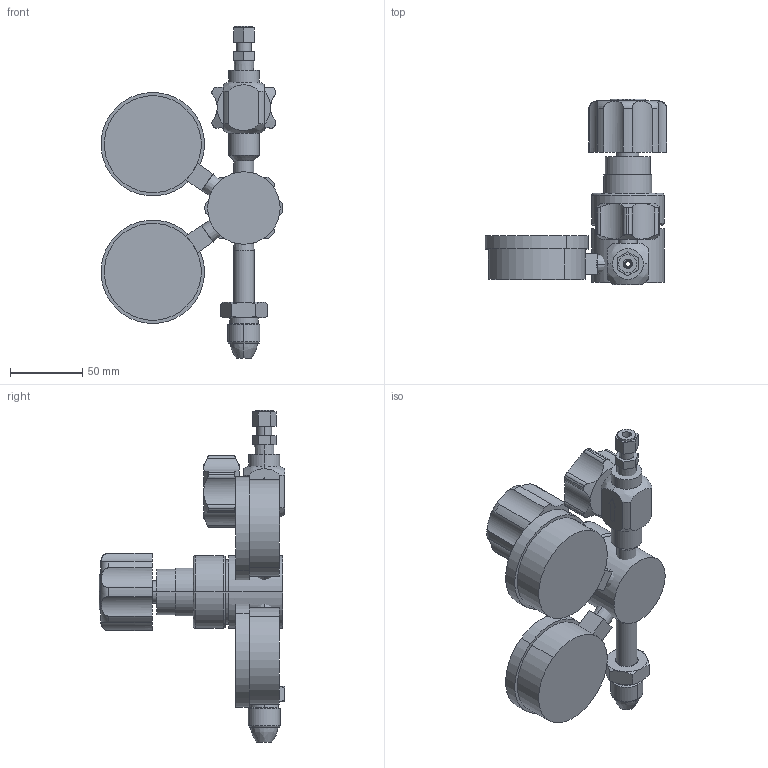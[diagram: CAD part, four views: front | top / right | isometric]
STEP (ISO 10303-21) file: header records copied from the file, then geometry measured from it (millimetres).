
FILE_DESCRIPTION((''),'2;1');
FILE_NAME('M3396-580_ASM','2019-03-01T',('dlachman'),('MATHESON TRI-GAS'),'CREO PARAMETRIC BY PTC INC, 2018220','CREO PARAMETRIC BY PTC INC, 2018220','');
FILE_SCHEMA(('CONFIG_CONTROL_DESIGN'));
Length unit declared in the file: inch
Products named in the file (7): MREG-5035-BA; MCNN-0290-BA; MGAG-0034-BA; MGAG-0026-BA; MVLV-0820-BA; MCON-0213-BO; M3396-580_ASM
Assembly tree (6 placements, depth 2):
  M3396-580_ASM
    MREG-5035-BA
    MCNN-0290-BA
    MGAG-0034-BA
    MGAG-0026-BA
    MVLV-0820-BA
    MCON-0213-BO
Bounding box: 126.09 x 128.91 x 230.49 mm (x, y, z)
Volume: 537804.2 mm3; surface area: 88862.4 mm2
Topology: 6 solids, 6 shells, 250 faces, 611 edges, 399 vertices
Faces by surface type: cylinder 100, plane 84, cone 52, torus 8, bspline 6
Entity records: 8567 total; most frequent: CARTESIAN_POINT 2523, DIRECTION 1235, ORIENTED_EDGE 1222, EDGE_CURVE 611, AXIS2_PLACEMENT_3D 499, VERTEX_POINT 399, EDGE_LOOP 288, FACE_OUTER_BOUND 250
